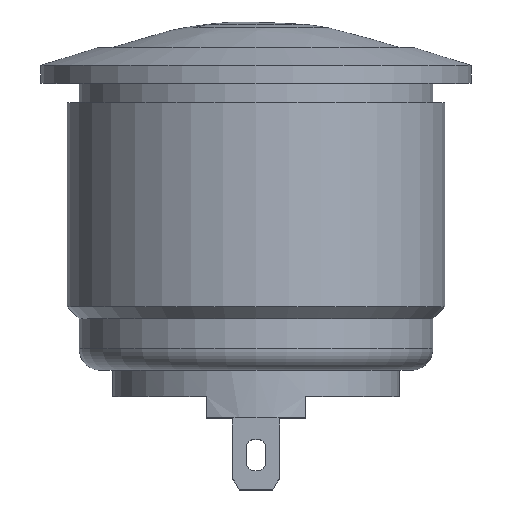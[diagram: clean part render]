
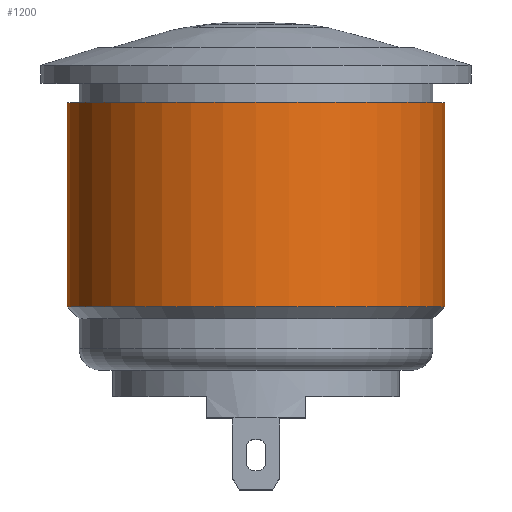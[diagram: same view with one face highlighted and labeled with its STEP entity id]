
A CAD part, top view. The second image highlights one B-rep face of the part: STEP entity #1200.
In plain terms, the highlighted cylindrical face has radius 7.9 mm (diameter 15.8 mm), a full revolution.
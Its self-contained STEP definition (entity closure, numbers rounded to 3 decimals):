
#42=CYLINDRICAL_SURFACE('',#1334,7.9);
#146=LINE('',#2038,#251);
#251=VECTOR('',#1666,7.9);
#353=FACE_OUTER_BOUND('',#428,.T.);
#428=EDGE_LOOP('',(#1080,#1081,#1082,#1083,#1084,#1085));
#490=CIRCLE('',#1331,7.9);
#491=CIRCLE('',#1332,7.9);
#493=CIRCLE('',#1335,7.9);
#494=CIRCLE('',#1336,7.9);
#609=VERTEX_POINT('',#2030);
#610=VERTEX_POINT('',#2032);
#611=VERTEX_POINT('',#2037);
#612=VERTEX_POINT('',#2039);
#771=EDGE_CURVE('',#609,#610,#490,.T.);
#772=EDGE_CURVE('',#610,#609,#491,.T.);
#774=EDGE_CURVE('',#610,#611,#146,.T.);
#775=EDGE_CURVE('',#611,#612,#493,.T.);
#776=EDGE_CURVE('',#612,#611,#494,.T.);
#1080=ORIENTED_EDGE('',*,*,#771,.F.);
#1081=ORIENTED_EDGE('',*,*,#772,.F.);
#1082=ORIENTED_EDGE('',*,*,#774,.T.);
#1083=ORIENTED_EDGE('',*,*,#775,.T.);
#1084=ORIENTED_EDGE('',*,*,#776,.T.);
#1085=ORIENTED_EDGE('',*,*,#774,.F.);
#1200=ADVANCED_FACE('',(#353),#42,.T.);
#1331=AXIS2_PLACEMENT_3D('',#2033,#1658,#1659);
#1332=AXIS2_PLACEMENT_3D('',#2034,#1660,#1661);
#1334=AXIS2_PLACEMENT_3D('',#2036,#1664,#1665);
#1335=AXIS2_PLACEMENT_3D('',#2040,#1667,#1668);
#1336=AXIS2_PLACEMENT_3D('',#2041,#1669,#1670);
#1658=DIRECTION('center_axis',(0.,-1.,0.));
#1659=DIRECTION('ref_axis',(-1.,0.,0.));
#1660=DIRECTION('center_axis',(0.,-1.,0.));
#1661=DIRECTION('ref_axis',(-1.,0.,0.));
#1664=DIRECTION('center_axis',(0.,-1.,0.));
#1665=DIRECTION('ref_axis',(1.,0.,0.));
#1666=DIRECTION('',(0.,1.,0.));
#1667=DIRECTION('center_axis',(0.,-1.,0.));
#1668=DIRECTION('ref_axis',(1.,0.,0.));
#1669=DIRECTION('center_axis',(0.,-1.,0.));
#1670=DIRECTION('ref_axis',(1.,0.,0.));
#2030=CARTESIAN_POINT('',(7.9,2.65,0.));
#2032=CARTESIAN_POINT('',(-7.9,2.65,0.));
#2033=CARTESIAN_POINT('Origin',(0.,2.65,0.));
#2034=CARTESIAN_POINT('Origin',(0.,2.65,0.));
#2036=CARTESIAN_POINT('Origin',(0.,7.075,0.));
#2037=CARTESIAN_POINT('',(-7.9,11.2,0.));
#2038=CARTESIAN_POINT('',(-7.9,7.075,0.));
#2039=CARTESIAN_POINT('',(7.9,11.2,0.));
#2040=CARTESIAN_POINT('Origin',(0.,11.2,0.));
#2041=CARTESIAN_POINT('Origin',(0.,11.2,0.));
